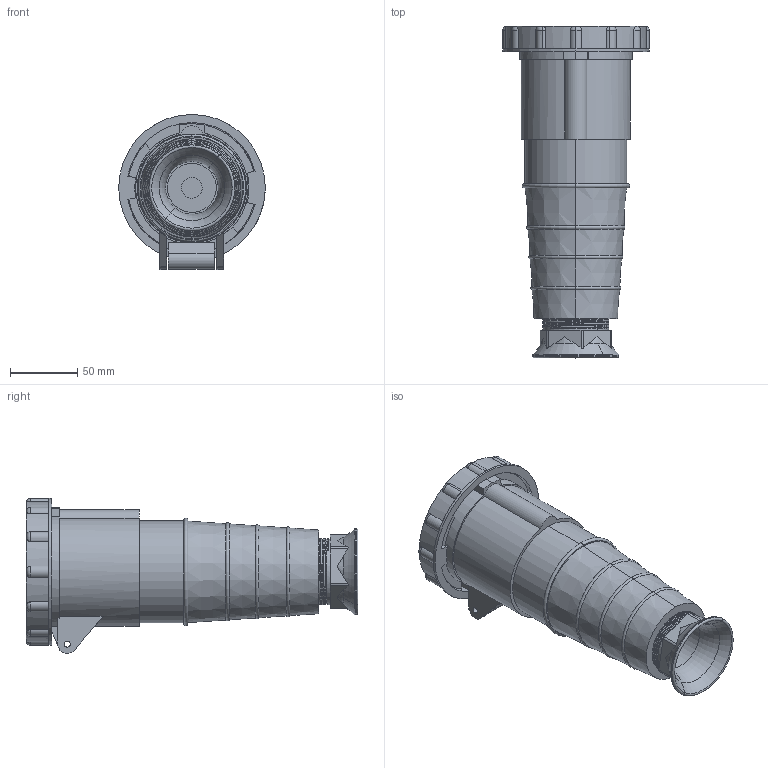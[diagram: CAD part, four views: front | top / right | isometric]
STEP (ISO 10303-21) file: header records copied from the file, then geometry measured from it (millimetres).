
FILE_DESCRIPTION (( 'STEP AP214' ), '1' );
FILE_NAME ('ps-234-63-380.ÃÌ Ðîçåòêà ïåðåíîñíàÿ 234 3Ð+ÐÅ 63À 380Â IP67 EKF.STEP', '2025-11-14T12:21:14', ( '' ), ( '' ), 'SwSTEP 2.0', 'SolidWorks 2021', '' );
FILE_SCHEMA (( 'AUTOMOTIVE_DESIGN' ));
Length unit declared in the file: millimetre
Products named in the file (1): ps-234-63-380.ÃÌ Ðîçåòêà ïåðåíîñíàÿ 234 3Ð+ÐÅ 63À 380Â IP67 EKF
Bounding box: 109 x 246.7 x 115.25 mm (x, y, z)
Volume: 844038.7 mm3; surface area: 168233.2 mm2
Topology: 5 solids, 5 shells, 262 faces, 657 edges, 420 vertices
Faces by surface type: cylinder 111, plane 91, torus 43, cone 14, bspline 3
Entity records: 13261 total; most frequent: CARTESIAN_POINT 3956, DIRECTION 1392, ORIENTED_EDGE 1314, EDGE_CURVE 657, AXIS2_PLACEMENT_3D 563, VERTEX_POINT 420, CIRCLE 303, EDGE_LOOP 289
